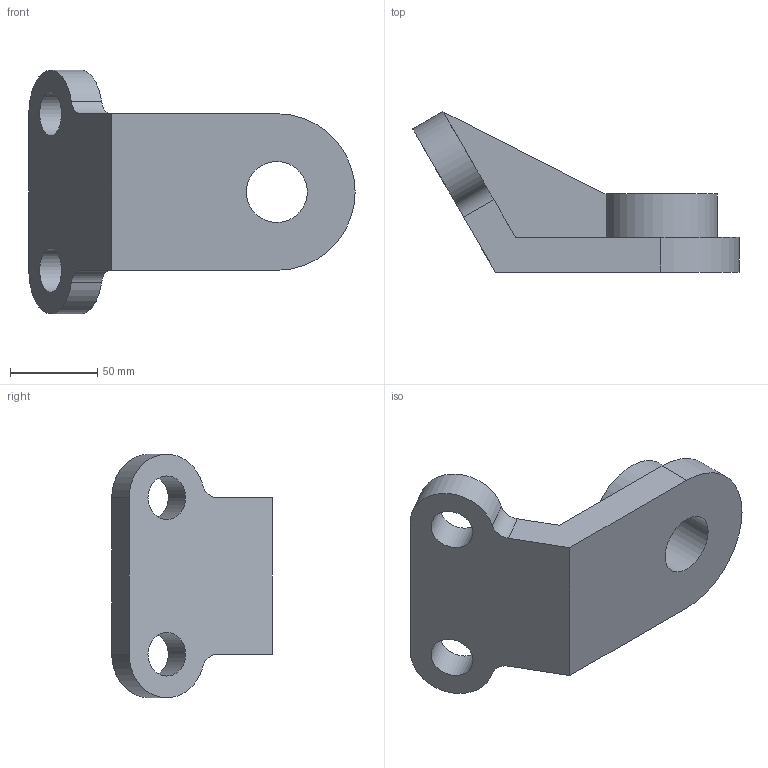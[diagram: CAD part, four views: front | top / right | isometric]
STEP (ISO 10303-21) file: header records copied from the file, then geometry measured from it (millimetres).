
FILE_DESCRIPTION(/* description */ (''),/* implementation_level */ '2;1');
FILE_NAME(/* name */ 'Pieza2-Tarea1.stp',/* time_stamp */ '2024-02-21T19:22:18-06:00',/* author */ ('Diegolap'),/* organization */ (''),/* preprocessor_version */ 'ST-DEVELOPER v19.2',/* originating_system */ 'Autodesk Inventor 2024',/* authorisation */ '');
FILE_SCHEMA (('AUTOMOTIVE_DESIGN { 1 0 10303 214 3 1 1 }'));
Length unit declared in the file: millimetre
Products named in the file (1): Pieza2-Tarea1
Bounding box: 187.5 x 92.27 x 139.91 mm (x, y, z)
Volume: 492782.8 mm3; surface area: 69717.3 mm2
Topology: 1 solids, 1 shells, 21 faces, 55 edges, 37 vertices
Faces by surface type: plane 12, cylinder 9
Full cylindrical faces by diameter (mm): 25 x2, 35 x1
Entity records: 717 total; most frequent: DIRECTION 117, CARTESIAN_POINT 114, ORIENTED_EDGE 110, EDGE_CURVE 55, AXIS2_PLACEMENT_3D 40, LINE 37, VECTOR 37, VERTEX_POINT 36
